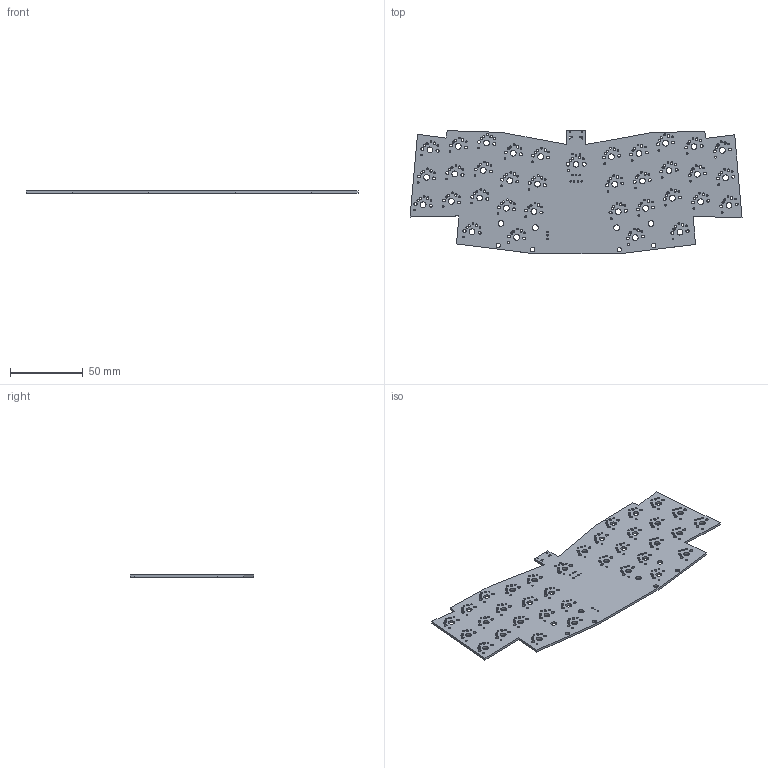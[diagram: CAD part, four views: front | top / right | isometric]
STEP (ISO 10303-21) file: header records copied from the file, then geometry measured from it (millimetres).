
FILE_DESCRIPTION(/* description */ (''),/* implementation_level */ '2;1');
FILE_NAME(/* name */ 'Le Chiffre.step',/* time_stamp */ '2021-09-22T10:39:34-04:00',/* author */ (''),/* organization */ (''),/* preprocessor_version */ 'ST-DEVELOPER v18.1',/* originating_system */ 'Autodesk Translation Framework v10.10.0.1391',/* authorisation */ '');
FILE_SCHEMA (('AUTOMOTIVE_DESIGN { 1 0 10303 214 3 1 1 }'));
Length unit declared in the file: millimetre
Products named in the file (1): Le Chiffre
Bounding box: 228.4 x 85.01 x 1.6 mm (x, y, z)
Volume: 24387.8 mm3; surface area: 34615.8 mm2
Topology: 1 solids, 1 shells, 480 faces, 1434 edges, 956 vertices
Faces by surface type: cylinder 450, plane 30
Full cylindrical faces by diameter (mm): 0.65 x2, 1 x12, 1.2 x105, 1.47 x70, 3.048 x4, 3.988 x39
Entity records: 18102 total; most frequent: DIRECTION 3296, CARTESIAN_POINT 2871, ORIENTED_EDGE 2868, EDGE_CURVE 1434, AXIS2_PLACEMENT_3D 1381, EDGE_LOOP 1162, VERTEX_POINT 956, CIRCLE 900
